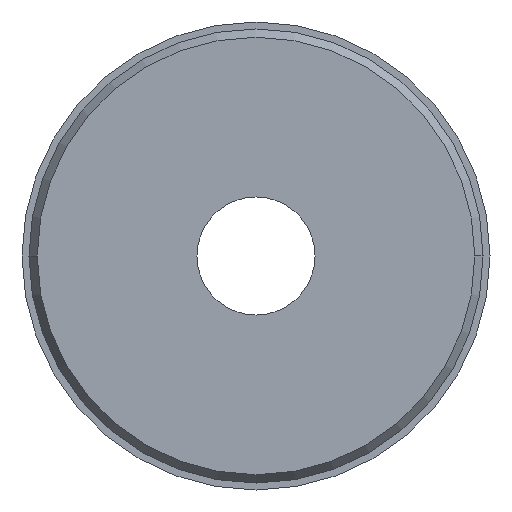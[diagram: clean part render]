
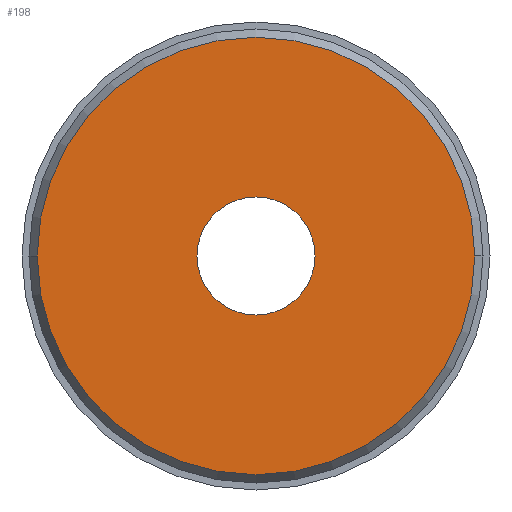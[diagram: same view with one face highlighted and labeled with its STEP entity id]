
A CAD part, front view. The second image highlights one B-rep face of the part: STEP entity #198.
In plain terms, the highlighted planar face has unit normal (0, -1, 0).
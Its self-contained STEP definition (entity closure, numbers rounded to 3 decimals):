
#56 = CARTESIAN_POINT ( 'NONE',  ( -15.75, 0., 0. ) ) ;
#72 = CARTESIAN_POINT ( 'NONE',  ( 4.25, 0., 0. ) ) ;
#79 = AXIS2_PLACEMENT_3D ( 'NONE', #158, #122, #342 ) ;
#84 = VERTEX_POINT ( 'NONE', #56 ) ;
#90 = DIRECTION ( 'NONE',  ( -1., 0., 0. ) ) ;
#93 = CARTESIAN_POINT ( 'NONE',  ( -4.25, 0., 0. ) ) ;
#122 = DIRECTION ( 'NONE',  ( 0., 1., 0. ) ) ;
#133 = ORIENTED_EDGE ( 'NONE', *, *, #494, .F. ) ;
#134 = CARTESIAN_POINT ( 'NONE',  ( 15.75, 0., 0. ) ) ;
#158 = CARTESIAN_POINT ( 'NONE',  ( 0., 0., 0. ) ) ;
#180 = CARTESIAN_POINT ( 'NONE',  ( 0., 0., 0. ) ) ;
#198 = ADVANCED_FACE ( 'NONE', ( #378, #548 ), #284, .T. ) ;
#252 = DIRECTION ( 'NONE',  ( -1., 0., 0. ) ) ;
#275 = VERTEX_POINT ( 'NONE', #72 ) ;
#284 = PLANE ( 'NONE',  #572 ) ;
#286 = EDGE_CURVE ( 'NONE', #406, #84, #430, .T. ) ;
#301 = EDGE_LOOP ( 'NONE', ( #133, #385 ) ) ;
#316 = EDGE_CURVE ( 'NONE', #483, #275, #526, .T. ) ;
#320 = AXIS2_PLACEMENT_3D ( 'NONE', #472, #387, #252 ) ;
#323 = DIRECTION ( 'NONE',  ( 0., 1., 0. ) ) ;
#333 = AXIS2_PLACEMENT_3D ( 'NONE', #498, #323, #502 ) ;
#335 = DIRECTION ( 'NONE',  ( 1., 0., 0. ) ) ;
#342 = DIRECTION ( 'NONE',  ( -1., 0., 0. ) ) ;
#378 = FACE_BOUND ( 'NONE', #397, .T. ) ;
#385 = ORIENTED_EDGE ( 'NONE', *, *, #286, .F. ) ;
#387 = DIRECTION ( 'NONE',  ( 0., 1., 0. ) ) ;
#392 = ORIENTED_EDGE ( 'NONE', *, *, #428, .T. ) ;
#397 = EDGE_LOOP ( 'NONE', ( #566, #392 ) ) ;
#406 = VERTEX_POINT ( 'NONE', #134 ) ;
#428 = EDGE_CURVE ( 'NONE', #275, #483, #539, .T. ) ;
#430 = CIRCLE ( 'NONE', #79, 15.75 ) ;
#472 = CARTESIAN_POINT ( 'NONE',  ( 0., 0., 0. ) ) ;
#483 = VERTEX_POINT ( 'NONE', #93 ) ;
#494 = EDGE_CURVE ( 'NONE', #84, #406, #582, .T. ) ;
#498 = CARTESIAN_POINT ( 'NONE',  ( 0., 0., 0. ) ) ;
#502 = DIRECTION ( 'NONE',  ( -1., 0., 0. ) ) ;
#515 = AXIS2_PLACEMENT_3D ( 'NONE', #180, #580, #90 ) ;
#526 = CIRCLE ( 'NONE', #320, 4.25 ) ;
#539 = CIRCLE ( 'NONE', #515, 4.25 ) ;
#548 = FACE_OUTER_BOUND ( 'NONE', #301, .T. ) ;
#555 = DIRECTION ( 'NONE',  ( 0., -1., 0. ) ) ;
#557 = CARTESIAN_POINT ( 'NONE',  ( -4.25, 0., 0. ) ) ;
#566 = ORIENTED_EDGE ( 'NONE', *, *, #316, .T. ) ;
#572 = AXIS2_PLACEMENT_3D ( 'NONE', #557, #555, #335 ) ;
#580 = DIRECTION ( 'NONE',  ( 0., 1., 0. ) ) ;
#582 = CIRCLE ( 'NONE', #333, 15.75 ) ;
